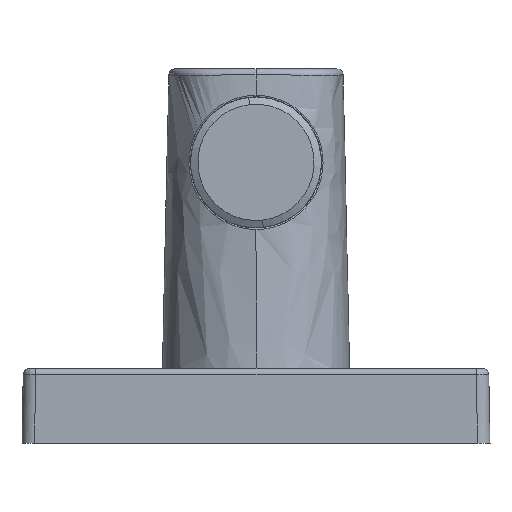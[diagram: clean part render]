
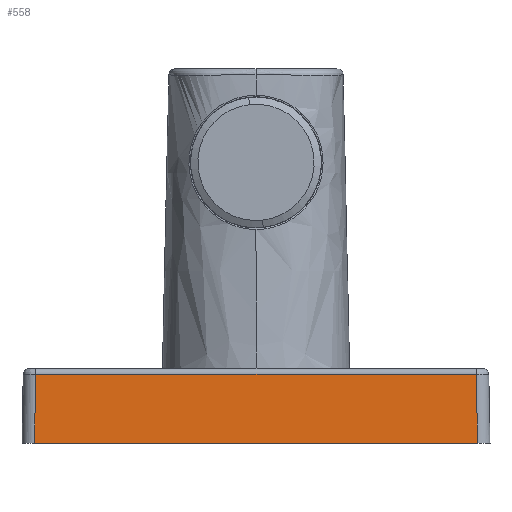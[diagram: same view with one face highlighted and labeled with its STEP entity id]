
A CAD part, front view. The second image highlights one B-rep face of the part: STEP entity #558.
In plain terms, the highlighted planar face has unit normal (0, -1, 0.018).
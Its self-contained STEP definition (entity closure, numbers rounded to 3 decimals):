
#27 = CARTESIAN_POINT ( 'NONE',  ( 35.308, -37.308, 10.617 ) ) ;
#103 = DIRECTION ( 'NONE',  ( 0., 1., -0.017 ) ) ;
#154 = EDGE_CURVE ( 'NONE', #874, #981, #2301, .T. ) ;
#252 = CARTESIAN_POINT ( 'NONE',  ( -35.5, -37.5, -0.4 ) ) ;
#320 = CARTESIAN_POINT ( 'NONE',  ( 0., -37.5, -0.4 ) ) ;
#408 = EDGE_LOOP ( 'NONE', ( #1053, #1642, #879, #1907 ) ) ;
#430 = DIRECTION ( 'NONE',  ( 1., 0., 0. ) ) ;
#534 = CARTESIAN_POINT ( 'NONE',  ( -35.5, -37.5, -0.4 ) ) ;
#558 = ADVANCED_FACE ( 'NONE', ( #1020 ), #2733, .F. ) ;
#607 = EDGE_CURVE ( 'NONE', #2323, #874, #1093, .T. ) ;
#628 = VECTOR ( 'NONE', #970, 1000. ) ;
#874 = VERTEX_POINT ( 'NONE', #252 ) ;
#879 = ORIENTED_EDGE ( 'NONE', *, *, #607, .F. ) ;
#896 = LINE ( 'NONE', #2584, #1905 ) ;
#970 = DIRECTION ( 'NONE',  ( 0.017, 0.017, 1. ) ) ;
#981 = VERTEX_POINT ( 'NONE', #2365 ) ;
#1020 = FACE_OUTER_BOUND ( 'NONE', #408, .T. ) ;
#1041 = EDGE_CURVE ( 'NONE', #2668, #2323, #896, .T. ) ;
#1049 = VECTOR ( 'NONE', #430, 1000. ) ;
#1053 = ORIENTED_EDGE ( 'NONE', *, *, #1538, .F. ) ;
#1093 = LINE ( 'NONE', #2536, #2702 ) ;
#1145 = AXIS2_PLACEMENT_3D ( 'NONE', #320, #103, #1637 ) ;
#1538 = EDGE_CURVE ( 'NONE', #981, #2668, #2223, .T. ) ;
#1637 = DIRECTION ( 'NONE',  ( 0., -0.017, -1. ) ) ;
#1642 = ORIENTED_EDGE ( 'NONE', *, *, #154, .F. ) ;
#1721 = DIRECTION ( 'NONE',  ( 0.017, -0.017, -1. ) ) ;
#1905 = VECTOR ( 'NONE', #1721, 1000. ) ;
#1907 = ORIENTED_EDGE ( 'NONE', *, *, #1041, .F. ) ;
#2223 = LINE ( 'NONE', #2833, #1049 ) ;
#2301 = LINE ( 'NONE', #534, #628 ) ;
#2323 = VERTEX_POINT ( 'NONE', #2545 ) ;
#2365 = CARTESIAN_POINT ( 'NONE',  ( -35.308, -37.308, 10.617 ) ) ;
#2536 = CARTESIAN_POINT ( 'NONE',  ( 0., -37.5, -0.4 ) ) ;
#2545 = CARTESIAN_POINT ( 'NONE',  ( 35.5, -37.5, -0.4 ) ) ;
#2584 = CARTESIAN_POINT ( 'NONE',  ( 35.308, -37.308, 10.617 ) ) ;
#2668 = VERTEX_POINT ( 'NONE', #27 ) ;
#2702 = VECTOR ( 'NONE', #2744, 1000. ) ;
#2733 = PLANE ( 'NONE',  #1145 ) ;
#2744 = DIRECTION ( 'NONE',  ( -1., 0., 0. ) ) ;
#2833 = CARTESIAN_POINT ( 'NONE',  ( 0., -37.308, 10.617 ) ) ;
